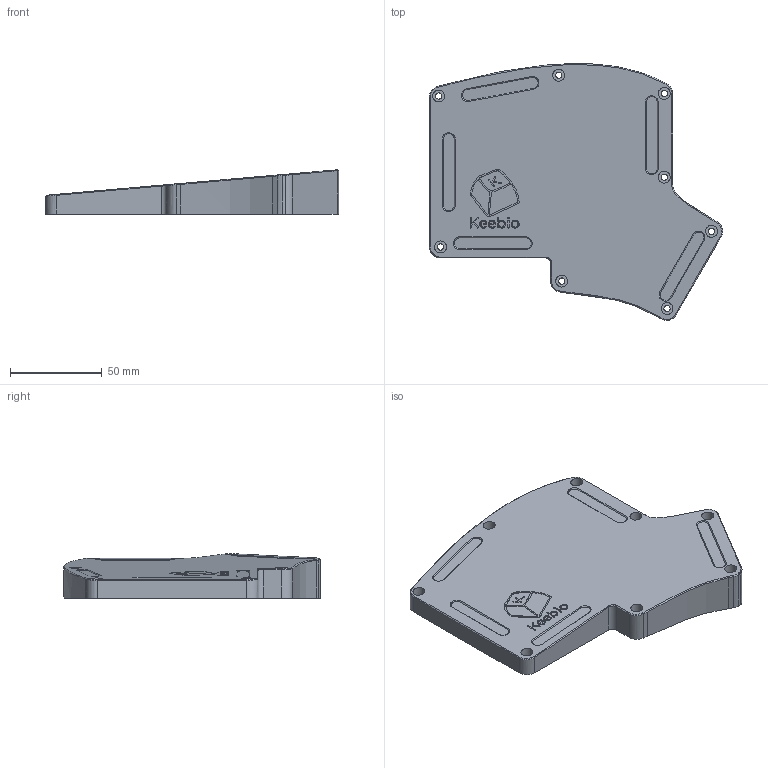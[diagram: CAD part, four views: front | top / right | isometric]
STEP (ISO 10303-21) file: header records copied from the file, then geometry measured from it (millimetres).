
FILE_DESCRIPTION(/* description */ (''),/* implementation_level */ '2;1');
FILE_NAME(/* name */ 'Bottom Right Rev3.step',/* time_stamp */ '2022-05-31T10:53:19-04:00',/* author */ (''),/* organization */ (''),/* preprocessor_version */ 'ST-DEVELOPER v19',/* originating_system */ 'Autodesk Translation Framework v11.7.0.108',/* authorisation */ '');
FILE_SCHEMA (('AUTOMOTIVE_DESIGN { 1 0 10303 214 3 1 1 }'));
Length unit declared in the file: millimetre
Products named in the file (1): Bottom (1)
Bounding box: 159.45 x 139.69 x 24.21 mm (x, y, z)
Volume: 146085.5 mm3; surface area: 48807.9 mm2
Topology: 1 solids, 1 shells, 476 faces, 1292 edges, 853 vertices
Faces by surface type: bspline 199, plane 180, cylinder 87, cone 10
Full cylindrical faces by diameter (mm): 3.4 x8, 4.25 x1, 6.5 x8
Entity records: 16968 total; most frequent: CARTESIAN_POINT 6572, ORIENTED_EDGE 2584, DIRECTION 1606, EDGE_CURVE 1292, VERTEX_POINT 853, LINE 674, VECTOR 674, EDGE_LOOP 531
